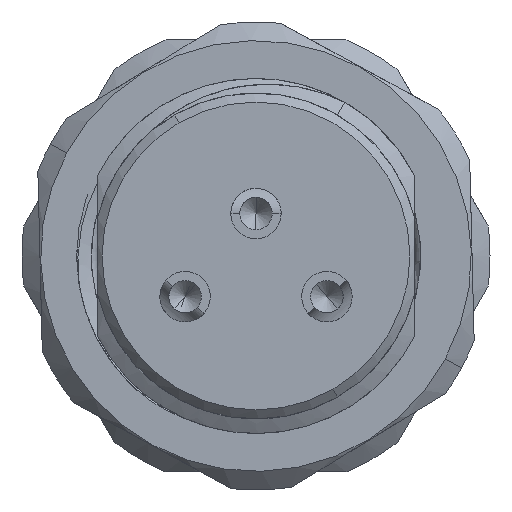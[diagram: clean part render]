
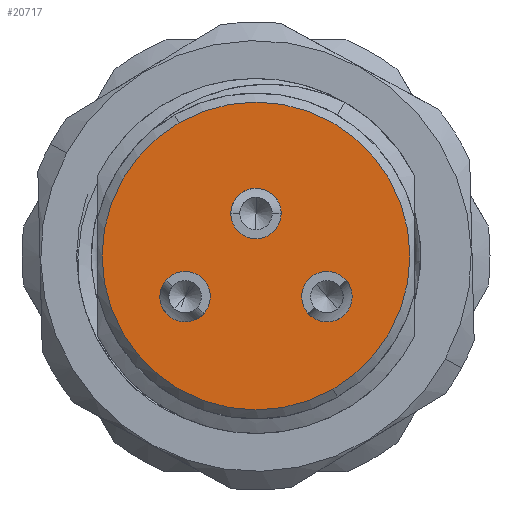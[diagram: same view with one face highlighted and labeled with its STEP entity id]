
A CAD part, front view. The second image highlights one B-rep face of the part: STEP entity #20717.
In plain terms, the highlighted planar face has unit normal (0, -1, 0).
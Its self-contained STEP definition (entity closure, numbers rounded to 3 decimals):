
#6178=CARTESIAN_POINT('',(0.,-15.7,0.));
#6179=DIRECTION('',(0.,1.,0.));
#6180=DIRECTION('',(-0.5,0.,0.866));
#6181=AXIS2_PLACEMENT_3D('',#6178,#6179,#6180);
#6183=CARTESIAN_POINT('',(0.,-15.7,0.));
#6184=DIRECTION('',(0.,1.,0.));
#6185=DIRECTION('',(0.5,0.,-0.866));
#6186=AXIS2_PLACEMENT_3D('',#6183,#6184,#6185);
#6188=CARTESIAN_POINT('',(0.,-15.7,2.36));
#6189=DIRECTION('',(0.,-1.,0.));
#6190=DIRECTION('',(-0.007,0.,-1.));
#6191=AXIS2_PLACEMENT_3D('',#6188,#6189,#6190);
#6193=CARTESIAN_POINT('',(0.,-15.7,2.36));
#6194=DIRECTION('',(0.,-1.,0.));
#6195=DIRECTION('',(0.007,0.,1.));
#6196=AXIS2_PLACEMENT_3D('',#6193,#6194,#6195);
#6198=CARTESIAN_POINT('',(3.94,-15.7,-2.26));
#6199=DIRECTION('',(0.,-1.,0.));
#6200=DIRECTION('',(-0.649,0.,0.761));
#6201=AXIS2_PLACEMENT_3D('',#6198,#6199,#6200);
#6203=CARTESIAN_POINT('',(3.94,-15.7,-2.26));
#6204=DIRECTION('',(0.,-1.,0.));
#6205=DIRECTION('',(0.649,0.,-0.761));
#6206=AXIS2_PLACEMENT_3D('',#6203,#6204,#6205);
#6208=CARTESIAN_POINT('',(-3.94,-15.7,-2.26));
#6209=DIRECTION('',(0.,-1.,0.));
#6210=DIRECTION('',(0.649,0.,0.761));
#6211=AXIS2_PLACEMENT_3D('',#6208,#6209,#6210);
#6213=CARTESIAN_POINT('',(-3.94,-15.7,-2.26));
#6214=DIRECTION('',(0.,-1.,0.));
#6215=DIRECTION('',(-0.649,0.,-0.761));
#6216=AXIS2_PLACEMENT_3D('',#6213,#6214,#6215);
#12297=CARTESIAN_POINT('',(4.275,-15.7,-7.405));
#12298=VERTEX_POINT('',#12297);
#12299=CARTESIAN_POINT('',(-4.275,-15.7,7.405));
#12300=VERTEX_POINT('',#12299);
#12306=CARTESIAN_POINT('',(-0.01,-15.7,0.96));
#12307=CARTESIAN_POINT('',(0.01,-15.7,3.76));
#12308=VERTEX_POINT('',#12306);
#12309=VERTEX_POINT('',#12307);
#12310=CARTESIAN_POINT('',(3.032,-15.7,-1.195));
#12311=CARTESIAN_POINT('',(4.848,-15.7,-3.325));
#12312=VERTEX_POINT('',#12310);
#12313=VERTEX_POINT('',#12311);
#12314=CARTESIAN_POINT('',(-3.032,-15.7,-1.195));
#12315=CARTESIAN_POINT('',(-4.848,-15.7,-3.325));
#12316=VERTEX_POINT('',#12314);
#12317=VERTEX_POINT('',#12315);
#20690=CARTESIAN_POINT('',(0.,-15.7,0.));
#20691=DIRECTION('',(0.,-1.,0.));
#20692=DIRECTION('',(0.5,0.,-0.866));
#20693=AXIS2_PLACEMENT_3D('',#20690,#20691,#20692);
#20694=PLANE('',#20693);
#20695=ORIENTED_EDGE('',*,*,#20684,.T.);
#20696=ORIENTED_EDGE('',*,*,#20460,.T.);
#20697=EDGE_LOOP('',(#20695,#20696));
#20698=FACE_OUTER_BOUND('',#20697,.F.);
#20700=ORIENTED_EDGE('',*,*,#20699,.T.);
#20702=ORIENTED_EDGE('',*,*,#20701,.T.);
#20703=EDGE_LOOP('',(#20700,#20702));
#20704=FACE_BOUND('',#20703,.F.);
#20706=ORIENTED_EDGE('',*,*,#20705,.T.);
#20708=ORIENTED_EDGE('',*,*,#20707,.T.);
#20709=EDGE_LOOP('',(#20706,#20708));
#20710=FACE_BOUND('',#20709,.F.);
#20712=ORIENTED_EDGE('',*,*,#20711,.T.);
#20714=ORIENTED_EDGE('',*,*,#20713,.T.);
#20715=EDGE_LOOP('',(#20712,#20714));
#20716=FACE_BOUND('',#20715,.F.);
#20717=ADVANCED_FACE('',(#20698,#20704,#20710,#20716),#20694,.T.);
#6182=CIRCLE('',#6181,8.55);
#6187=CIRCLE('',#6186,8.55);
#6192=CIRCLE('',#6191,1.4);
#6197=CIRCLE('',#6196,1.4);
#6202=CIRCLE('',#6201,1.4);
#6207=CIRCLE('',#6206,1.4);
#6212=CIRCLE('',#6211,1.4);
#6217=CIRCLE('',#6216,1.4);
#20460=EDGE_CURVE('',#12298,#12300,#6187,.T.);
#20684=EDGE_CURVE('',#12300,#12298,#6182,.T.);
#20699=EDGE_CURVE('',#12308,#12309,#6192,.T.);
#20701=EDGE_CURVE('',#12309,#12308,#6197,.T.);
#20705=EDGE_CURVE('',#12312,#12313,#6202,.T.);
#20707=EDGE_CURVE('',#12313,#12312,#6207,.T.);
#20711=EDGE_CURVE('',#12316,#12317,#6212,.T.);
#20713=EDGE_CURVE('',#12317,#12316,#6217,.T.);
